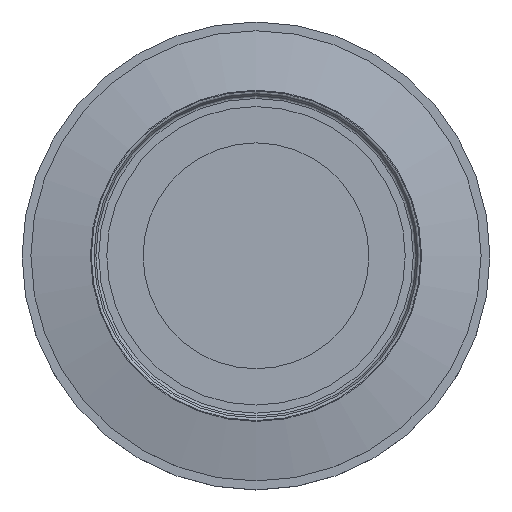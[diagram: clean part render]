
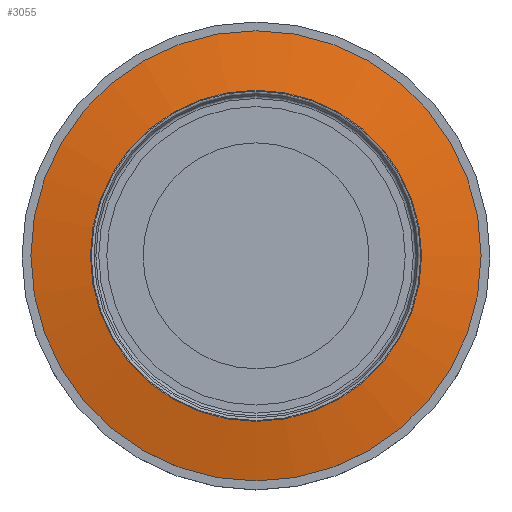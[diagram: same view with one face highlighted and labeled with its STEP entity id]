
A CAD part, top view. The second image highlights one B-rep face of the part: STEP entity #3055.
In plain terms, the highlighted conical face has half-angle 78.5 degrees and reference radius 12.107 mm.
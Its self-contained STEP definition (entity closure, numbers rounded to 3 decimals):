
#63=CONICAL_SURFACE($,#3345,12.107,78.5);
#119=FACE_BOUND($,#657,.T.);
#424=FACE_OUTER_BOUND($,#656,.T.);
#656=EDGE_LOOP($,(#2795));
#657=EDGE_LOOP($,(#2796));
#1304=CIRCLE($,#3344,13.95);
#1305=CIRCLE($,#3346,10.264);
#1582=VERTEX_POINT($,#5631);
#1583=VERTEX_POINT($,#5634);
#1991=EDGE_CURVE($,#1582,#1582,#1304,.T.);
#1992=EDGE_CURVE($,#1583,#1583,#1305,.T.);
#2795=ORIENTED_EDGE($,*,*,#1992,.F.);
#2796=ORIENTED_EDGE($,*,*,#1991,.T.);
#3055=ADVANCED_FACE($,(#424,#119),#63,.T.);
#3344=AXIS2_PLACEMENT_3D($,#5632,#4177,#4178);
#3345=AXIS2_PLACEMENT_3D($,#5633,#4179,#4180);
#3346=AXIS2_PLACEMENT_3D($,#5635,#4181,#4182);
#4177=DIRECTION('center_axis',(0.,0.,
1.));
#4178=DIRECTION('ref_axis',(1.,0.,0.));
#4179=DIRECTION('center_axis',(0.,0.,
-1.));
#4180=DIRECTION('ref_axis',(1.,0.,0.));
#4181=DIRECTION('center_axis',(0.,0.,
1.));
#4182=DIRECTION('ref_axis',(1.,0.,0.));
#5631=CARTESIAN_POINT('',(13.95,0.,8.382));
#5632=CARTESIAN_POINT('Origin',(0.,0.,
8.382));
#5633=CARTESIAN_POINT('Origin',(0.,0.,
8.757));
#5634=CARTESIAN_POINT('',(10.264,0.,9.132));
#5635=CARTESIAN_POINT('Origin',(0.,0.,
9.132));
